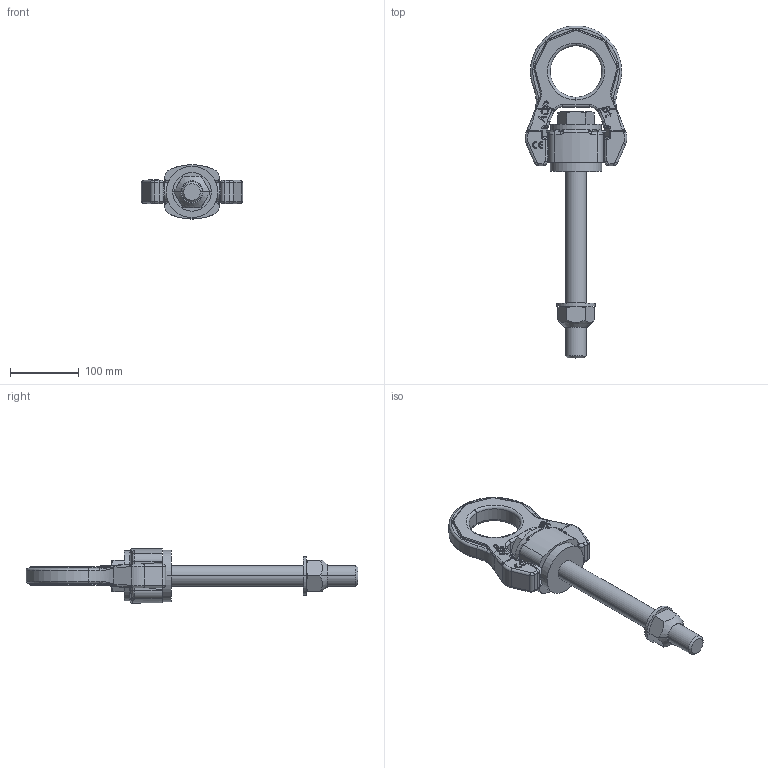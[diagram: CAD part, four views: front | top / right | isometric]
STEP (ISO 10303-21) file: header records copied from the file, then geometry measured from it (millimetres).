
FILE_DESCRIPTION((''),'2;1');
FILE_NAME('001-M35816-P-2_ASM','2019-06-24T',('anja.joas'),(''),'PRO/ENGINEER BY PARAMETRIC TECHNOLOGY CORPORATION, 2011490','PRO/ENGINEER BY PARAMETRIC TECHNOLOGY CORPORATION, 2011490','');
FILE_SCHEMA(('CONFIG_CONTROL_DESIGN'));
Length unit declared in the file: millimetre
Products named in the file (7): 001-M35816-P-20; 001-M35816-P-30; 001-M35816-P-60; 001-M34908-P-2; 001-M31624-V07; 001-M31328-V08; 001-M35816-P-2_ASM
Assembly tree (6 placements, depth 2):
  001-M35816-P-2_ASM
    001-M35816-P-20
    001-M35816-P-30
    001-M35816-P-60
    001-M34908-P-2
    001-M31624-V07
    001-M31328-V08
Bounding box: 147.88 x 483.26 x 78.76 mm (x, y, z)
Volume: 979940.4 mm3; surface area: 166968.2 mm2
Topology: 7 solids, 7 shells, 937 faces, 2433 edges, 1530 vertices
Faces by surface type: plane 530, cylinder 208, bspline 94, torus 84, cone 20, extrusion 1
Entity records: 32996 total; most frequent: CARTESIAN_POINT 10385, ORIENTED_EDGE 4866, DIRECTION 4446, EDGE_CURVE 2433, VECTOR 1634, LINE 1633, VERTEX_POINT 1530, AXIS2_PLACEMENT_3D 1406
